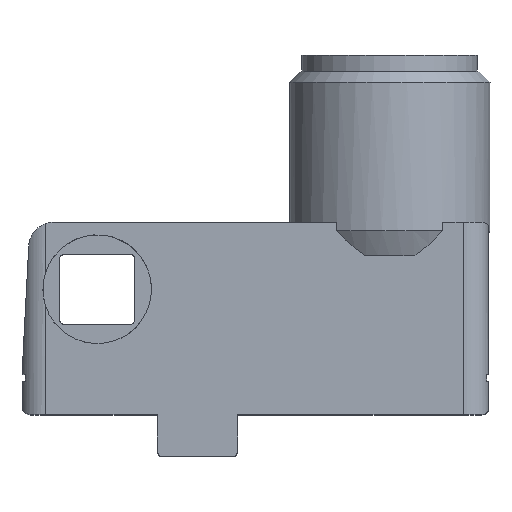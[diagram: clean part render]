
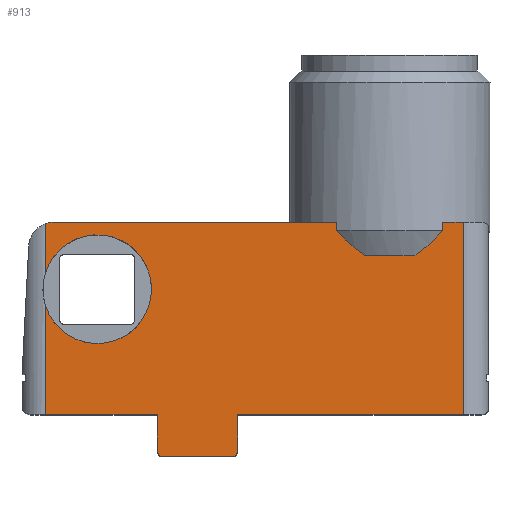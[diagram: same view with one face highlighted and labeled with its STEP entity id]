
A CAD part, top view. The second image highlights one B-rep face of the part: STEP entity #913.
In plain terms, the highlighted planar face has unit normal (0, 0, 1).
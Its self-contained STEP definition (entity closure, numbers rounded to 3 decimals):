
#25=PLANE('',#987);
#62=CIRCLE('',#988,3.25);
#63=CIRCLE('',#989,0.3);
#64=CIRCLE('',#990,0.3);
#65=CIRCLE('',#991,1.5);
#104=LINE('',#1392,#178);
#107=LINE('',#1418,#181);
#108=LINE('',#1421,#182);
#109=LINE('',#1423,#183);
#110=LINE('',#1427,#184);
#111=LINE('',#1431,#185);
#112=LINE('',#1433,#186);
#113=LINE('',#1435,#187);
#114=LINE('',#1437,#188);
#115=LINE('',#1439,#189);
#116=LINE('',#1446,#190);
#117=LINE('',#1453,#191);
#118=LINE('',#1455,#192);
#178=VECTOR('',#1094,1000.);
#181=VECTOR('',#1105,1000.);
#182=VECTOR('',#1110,1000.);
#183=VECTOR('',#1111,1000.);
#184=VECTOR('',#1114,1000.);
#185=VECTOR('',#1117,1000.);
#186=VECTOR('',#1118,1000.);
#187=VECTOR('',#1119,1000.);
#188=VECTOR('',#1120,1000.);
#189=VECTOR('',#1121,1000.);
#190=VECTOR('',#1122,1000.);
#191=VECTOR('',#1123,1000.);
#192=VECTOR('',#1124,1000.);
#270=ORIENTED_EDGE('',*,*,#530,.F.);
#271=ORIENTED_EDGE('',*,*,#540,.T.);
#272=ORIENTED_EDGE('',*,*,#539,.F.);
#273=ORIENTED_EDGE('',*,*,#541,.T.);
#274=ORIENTED_EDGE('',*,*,#542,.T.);
#275=ORIENTED_EDGE('',*,*,#543,.T.);
#276=ORIENTED_EDGE('',*,*,#544,.T.);
#277=ORIENTED_EDGE('',*,*,#545,.T.);
#278=ORIENTED_EDGE('',*,*,#546,.T.);
#279=ORIENTED_EDGE('',*,*,#547,.T.);
#280=ORIENTED_EDGE('',*,*,#548,.T.);
#281=ORIENTED_EDGE('',*,*,#549,.T.);
#282=ORIENTED_EDGE('',*,*,#550,.T.);
#283=ORIENTED_EDGE('',*,*,#551,.T.);
#284=ORIENTED_EDGE('',*,*,#552,.T.);
#285=ORIENTED_EDGE('',*,*,#553,.T.);
#286=ORIENTED_EDGE('',*,*,#554,.T.);
#287=ORIENTED_EDGE('',*,*,#555,.T.);
#288=ORIENTED_EDGE('',*,*,#556,.T.);
#530=EDGE_CURVE('',#664,#666,#104,.F.);
#539=EDGE_CURVE('',#674,#665,#107,.F.);
#540=EDGE_CURVE('',#664,#665,#62,.F.);
#541=EDGE_CURVE('',#674,#675,#108,.T.);
#542=EDGE_CURVE('',#675,#676,#109,.T.);
#543=EDGE_CURVE('',#676,#677,#63,.T.);
#544=EDGE_CURVE('',#677,#678,#110,.T.);
#545=EDGE_CURVE('',#678,#679,#64,.T.);
#546=EDGE_CURVE('',#679,#680,#111,.T.);
#547=EDGE_CURVE('',#680,#681,#112,.T.);
#548=EDGE_CURVE('',#681,#682,#113,.F.);
#549=EDGE_CURVE('',#682,#683,#114,.T.);
#550=EDGE_CURVE('',#683,#684,#115,.T.);
#551=EDGE_CURVE('',#684,#685,#753,.T.);
#552=EDGE_CURVE('',#685,#686,#116,.T.);
#553=EDGE_CURVE('',#686,#687,#754,.T.);
#554=EDGE_CURVE('',#687,#688,#117,.F.);
#555=EDGE_CURVE('',#688,#689,#118,.T.);
#556=EDGE_CURVE('',#689,#666,#65,.T.);
#664=VERTEX_POINT('',#1390);
#665=VERTEX_POINT('',#1391);
#666=VERTEX_POINT('',#1393);
#674=VERTEX_POINT('',#1417);
#675=VERTEX_POINT('',#1422);
#676=VERTEX_POINT('',#1424);
#677=VERTEX_POINT('',#1426);
#678=VERTEX_POINT('',#1428);
#679=VERTEX_POINT('',#1430);
#680=VERTEX_POINT('',#1432);
#681=VERTEX_POINT('',#1434);
#682=VERTEX_POINT('',#1436);
#683=VERTEX_POINT('',#1438);
#684=VERTEX_POINT('',#1440);
#685=VERTEX_POINT('',#1445);
#686=VERTEX_POINT('',#1447);
#687=VERTEX_POINT('',#1452);
#688=VERTEX_POINT('',#1454);
#689=VERTEX_POINT('',#1456);
#753=B_SPLINE_CURVE_WITH_KNOTS('',3,(#1441,#1442,#1443,#1444),
 .UNSPECIFIED.,.F.,.F.,(4,4),(0.,0.002),
 .UNSPECIFIED.);
#754=B_SPLINE_CURVE_WITH_KNOTS('',3,(#1448,#1449,#1450,#1451),
 .UNSPECIFIED.,.F.,.F.,(4,4),(0.005,0.008),
 .UNSPECIFIED.);
#764=EDGE_LOOP('',(#270,#271,#272,#273,#274,#275,#276,#277,#278,#279,#280,
#281,#282,#283,#284,#285,#286,#287,#288));
#828=FACE_BOUND('',#764,.T.);
#913=ADVANCED_FACE('',(#828),#25,.T.);
#987=AXIS2_PLACEMENT_3D('',#1419,#1106,#1107);
#988=AXIS2_PLACEMENT_3D('',#1420,#1108,#1109);
#989=AXIS2_PLACEMENT_3D('',#1425,#1112,#1113);
#990=AXIS2_PLACEMENT_3D('',#1429,#1115,#1116);
#991=AXIS2_PLACEMENT_3D('',#1457,#1125,#1126);
#1094=DIRECTION('',(0.,-1.,0.));
#1105=DIRECTION('',(0.,-1.,0.));
#1106=DIRECTION('',(0.,0.,1.));
#1107=DIRECTION('',(1.,0.,0.));
#1108=DIRECTION('',(0.,0.,1.));
#1109=DIRECTION('',(1.,0.,0.));
#1110=DIRECTION('',(1.,0.,0.));
#1111=DIRECTION('',(0.,-1.,0.));
#1112=DIRECTION('',(0.,0.,1.));
#1113=DIRECTION('',(1.,0.,0.));
#1114=DIRECTION('',(1.,0.,0.));
#1115=DIRECTION('',(0.,0.,1.));
#1116=DIRECTION('',(1.,0.,0.));
#1117=DIRECTION('',(0.,1.,0.));
#1118=DIRECTION('',(1.,0.,0.));
#1119=DIRECTION('',(0.,-1.,0.));
#1120=DIRECTION('',(-1.,0.,0.));
#1121=DIRECTION('',(0.,-1.,0.));
#1122=DIRECTION('',(-1.,0.,0.));
#1123=DIRECTION('',(0.,-1.,0.));
#1124=DIRECTION('',(-1.,0.,0.));
#1125=DIRECTION('',(0.,0.,1.));
#1126=DIRECTION('',(1.,0.,0.));
#1390=CARTESIAN_POINT('',(1.4,8.476,8.5));
#1391=CARTESIAN_POINT('',(1.4,6.524,8.5));
#1392=CARTESIAN_POINT('',(1.4,12.,8.5));
#1393=CARTESIAN_POINT('',(1.4,11.414,8.5));
#1417=CARTESIAN_POINT('',(1.4,0.,8.5));
#1418=CARTESIAN_POINT('',(1.4,12.,8.5));
#1419=CARTESIAN_POINT('',(0.5,0.5,8.5));
#1420=CARTESIAN_POINT('',(4.5,7.5,8.5));
#1421=CARTESIAN_POINT('',(0.5,0.,8.5));
#1422=CARTESIAN_POINT('',(8.1,0.,8.5));
#1423=CARTESIAN_POINT('',(8.1,0.,8.5));
#1424=CARTESIAN_POINT('',(8.1,-2.2,8.5));
#1425=CARTESIAN_POINT('',(8.4,-2.2,8.5));
#1426=CARTESIAN_POINT('',(8.4,-2.5,8.5));
#1427=CARTESIAN_POINT('',(8.4,-2.5,8.5));
#1428=CARTESIAN_POINT('',(12.6,-2.5,8.5));
#1429=CARTESIAN_POINT('',(12.6,-2.2,8.5));
#1430=CARTESIAN_POINT('',(12.9,-2.2,8.5));
#1431=CARTESIAN_POINT('',(12.9,-2.2,8.5));
#1432=CARTESIAN_POINT('',(12.9,0.,8.5));
#1433=CARTESIAN_POINT('',(12.9,0.,8.5));
#1434=CARTESIAN_POINT('',(26.4,0.,8.5));
#1435=CARTESIAN_POINT('',(26.4,12.,8.5));
#1436=CARTESIAN_POINT('',(26.4,11.5,8.5));
#1437=CARTESIAN_POINT('',(27.5,11.5,8.5));
#1438=CARTESIAN_POINT('',(25.161,11.5,8.5));
#1439=CARTESIAN_POINT('',(25.161,9.5,8.5));
#1440=CARTESIAN_POINT('',(25.161,11.,8.5));
#1441=CARTESIAN_POINT('',(25.161,11.,8.5));
#1442=CARTESIAN_POINT('',(24.654,10.427,8.5));
#1443=CARTESIAN_POINT('',(24.107,9.887,8.5));
#1444=CARTESIAN_POINT('',(23.444,9.5,8.5));
#1445=CARTESIAN_POINT('',(23.444,9.5,8.5));
#1446=CARTESIAN_POINT('',(0.5,9.5,8.5));
#1447=CARTESIAN_POINT('',(20.556,9.5,8.5));
#1448=CARTESIAN_POINT('',(20.556,9.5,8.5));
#1449=CARTESIAN_POINT('',(19.899,9.884,8.5));
#1450=CARTESIAN_POINT('',(19.346,10.427,8.5));
#1451=CARTESIAN_POINT('',(18.839,11.,8.5));
#1452=CARTESIAN_POINT('',(18.839,11.,8.5));
#1453=CARTESIAN_POINT('',(18.839,9.5,8.5));
#1454=CARTESIAN_POINT('',(18.839,11.5,8.5));
#1455=CARTESIAN_POINT('',(27.5,11.5,8.5));
#1456=CARTESIAN_POINT('',(1.9,11.5,8.5));
#1457=CARTESIAN_POINT('',(1.9,10.,8.5));
